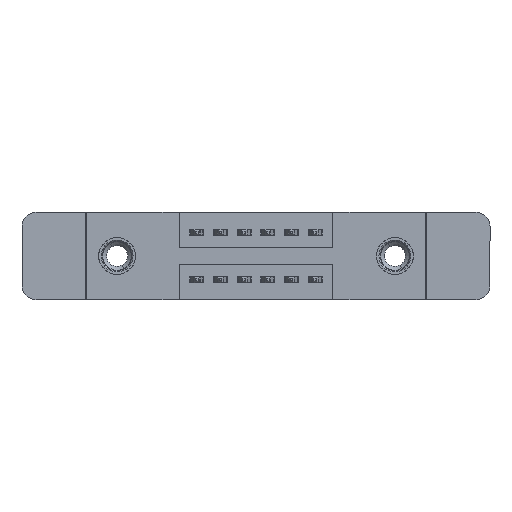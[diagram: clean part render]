
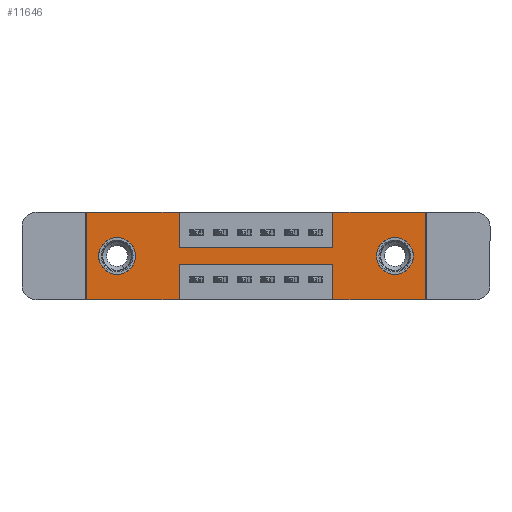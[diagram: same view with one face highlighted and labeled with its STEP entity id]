
A CAD part, front view. The second image highlights one B-rep face of the part: STEP entity #11646.
In plain terms, the highlighted planar face has unit normal (0, -1, 0).
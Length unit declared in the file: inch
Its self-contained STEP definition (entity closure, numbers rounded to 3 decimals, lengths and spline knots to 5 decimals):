
#9 = DIRECTION ( 'NONE',  ( 0., 0., 1. ) ) ;
#49 = CARTESIAN_POINT ( 'NONE',  ( 1.0425, 0., -0.37 ) ) ;
#51 = LINE ( 'NONE', #13214, #11966 ) ;
#114 = ORIENTED_EDGE ( 'NONE', *, *, #9377, .F. ) ;
#222 = VECTOR ( 'NONE', #13756, 39.37008 ) ;
#243 = VECTOR ( 'NONE', #4779, 39.37008 ) ;
#253 = VECTOR ( 'NONE', #11948, 39.37008 ) ;
#448 = ORIENTED_EDGE ( 'NONE', *, *, #6058, .F. ) ;
#515 = EDGE_CURVE ( 'NONE', #2554, #14092, #2142, .T. ) ;
#531 = CIRCLE ( 'NONE', #13796, 0.078 ) ;
#584 = CARTESIAN_POINT ( 'NONE',  ( 1.305, 0., -0.185 ) ) ;
#591 = CARTESIAN_POINT ( 'NONE',  ( 1.0425, 0., -0.37 ) ) ;
#598 = DIRECTION ( 'NONE',  ( 0., 1., 0. ) ) ;
#791 = VECTOR ( 'NONE', #1796, 39.37008 ) ;
#1060 = ORIENTED_EDGE ( 'NONE', *, *, #9390, .F. ) ;
#1154 = VERTEX_POINT ( 'NONE', #7023 ) ;
#1383 = CARTESIAN_POINT ( 'NONE',  ( 0., 0., -0.37 ) ) ;
#1400 = DIRECTION ( 'NONE',  ( 0., 1., 0. ) ) ;
#1446 = VECTOR ( 'NONE', #14038, 39.37008 ) ;
#1452 = CARTESIAN_POINT ( 'NONE',  ( 0.13, 0., -0.185 ) ) ;
#1790 = DIRECTION ( 'NONE',  ( 0., 0., -1. ) ) ;
#1796 = DIRECTION ( 'NONE',  ( 0., 0., 1. ) ) ;
#1957 = VERTEX_POINT ( 'NONE', #11419 ) ;
#1997 = DIRECTION ( 'NONE',  ( 0., 0., 1. ) ) ;
#1999 = VECTOR ( 'NONE', #3676, 39.37008 ) ;
#2018 = AXIS2_PLACEMENT_3D ( 'NONE', #7625, #598, #8770 ) ;
#2142 = CIRCLE ( 'NONE', #10969, 0.078 ) ;
#2357 = EDGE_LOOP ( 'NONE', ( #8485, #7312 ) ) ;
#2361 = LINE ( 'NONE', #13807, #1999 ) ;
#2443 = EDGE_CURVE ( 'NONE', #6789, #3907, #10403, .T. ) ;
#2476 = ORIENTED_EDGE ( 'NONE', *, *, #8153, .F. ) ;
#2554 = VERTEX_POINT ( 'NONE', #6076 ) ;
#2614 = FACE_BOUND ( 'NONE', #10475, .T. ) ;
#3094 = VERTEX_POINT ( 'NONE', #49 ) ;
#3176 = CARTESIAN_POINT ( 'NONE',  ( 0., 0., 0. ) ) ;
#3597 = CARTESIAN_POINT ( 'NONE',  ( 1.0425, 0., 0. ) ) ;
#3676 = DIRECTION ( 'NONE',  ( 0., 0., -1. ) ) ;
#3907 = VERTEX_POINT ( 'NONE', #7830 ) ;
#3913 = CARTESIAN_POINT ( 'NONE',  ( 0., 0., -0.37 ) ) ;
#3951 = CIRCLE ( 'NONE', #12928, 0.078 ) ;
#3986 = VERTEX_POINT ( 'NONE', #3597 ) ;
#4012 = CARTESIAN_POINT ( 'NONE',  ( 1.305, 0., -0.263 ) ) ;
#4153 = EDGE_CURVE ( 'NONE', #4367, #10473, #8231, .T. ) ;
#4200 = VECTOR ( 'NONE', #8512, 39.37008 ) ;
#4272 = EDGE_CURVE ( 'NONE', #5136, #10647, #531, .T. ) ;
#4304 = DIRECTION ( 'NONE',  ( 0., -1., 0. ) ) ;
#4367 = VERTEX_POINT ( 'NONE', #6636 ) ;
#4423 = CARTESIAN_POINT ( 'NONE',  ( 0.3925, 0., -0.22 ) ) ;
#4700 = ORIENTED_EDGE ( 'NONE', *, *, #9125, .F. ) ;
#4779 = DIRECTION ( 'NONE',  ( 1., 0., 0. ) ) ;
#5136 = VERTEX_POINT ( 'NONE', #6721 ) ;
#5168 = CARTESIAN_POINT ( 'NONE',  ( 1.0425, 0., 0. ) ) ;
#5336 = ORIENTED_EDGE ( 'NONE', *, *, #2443, .F. ) ;
#5350 = CARTESIAN_POINT ( 'NONE',  ( 0.3925, 0., 0. ) ) ;
#5360 = DIRECTION ( 'NONE',  ( 1., 0., 0. ) ) ;
#5468 = VECTOR ( 'NONE', #5621, 39.37008 ) ;
#5488 = EDGE_CURVE ( 'NONE', #14092, #2554, #13748, .T. ) ;
#5492 = CARTESIAN_POINT ( 'NONE',  ( 0., 0., 0. ) ) ;
#5621 = DIRECTION ( 'NONE',  ( -1., 0., 0. ) ) ;
#5661 = ORIENTED_EDGE ( 'NONE', *, *, #6630, .F. ) ;
#5708 = ORIENTED_EDGE ( 'NONE', *, *, #13996, .F. ) ;
#6058 = EDGE_CURVE ( 'NONE', #8159, #8575, #10341, .T. ) ;
#6076 = CARTESIAN_POINT ( 'NONE',  ( 0.13, 0., -0.107 ) ) ;
#6177 = LINE ( 'NONE', #5168, #253 ) ;
#6486 = LINE ( 'NONE', #7081, #222 ) ;
#6554 = CARTESIAN_POINT ( 'NONE',  ( 1.305, 0., -0.185 ) ) ;
#6630 = EDGE_CURVE ( 'NONE', #3907, #11797, #9625, .T. ) ;
#6636 = CARTESIAN_POINT ( 'NONE',  ( 1.435, 0., 0. ) ) ;
#6709 = ORIENTED_EDGE ( 'NONE', *, *, #7199, .F. ) ;
#6721 = CARTESIAN_POINT ( 'NONE',  ( 1.305, 0., -0.107 ) ) ;
#6789 = VERTEX_POINT ( 'NONE', #5350 ) ;
#7023 = CARTESIAN_POINT ( 'NONE',  ( 0.3925, 0., -0.22 ) ) ;
#7041 = DIRECTION ( 'NONE',  ( 0., 0., -1. ) ) ;
#7081 = CARTESIAN_POINT ( 'NONE',  ( 0., 0., -0.37 ) ) ;
#7199 = EDGE_CURVE ( 'NONE', #1154, #8159, #2361, .T. ) ;
#7312 = ORIENTED_EDGE ( 'NONE', *, *, #8821, .T. ) ;
#7322 = CARTESIAN_POINT ( 'NONE',  ( 0.3925, 0., 0. ) ) ;
#7380 = VECTOR ( 'NONE', #7041, 39.37008 ) ;
#7422 = ORIENTED_EDGE ( 'NONE', *, *, #12469, .F. ) ;
#7625 = CARTESIAN_POINT ( 'NONE',  ( 0.13, 0., -0.185 ) ) ;
#7743 = DIRECTION ( 'NONE',  ( 0., 0., -1. ) ) ;
#7773 = PLANE ( 'NONE',  #14320 ) ;
#7830 = CARTESIAN_POINT ( 'NONE',  ( 0.3925, 0., -0.15 ) ) ;
#8153 = EDGE_CURVE ( 'NONE', #1957, #1154, #11489, .T. ) ;
#8159 = VERTEX_POINT ( 'NONE', #14535 ) ;
#8231 = LINE ( 'NONE', #8569, #10529 ) ;
#8415 = FACE_BOUND ( 'NONE', #2357, .T. ) ;
#8485 = ORIENTED_EDGE ( 'NONE', *, *, #4272, .T. ) ;
#8512 = DIRECTION ( 'NONE',  ( 1., 0., 0. ) ) ;
#8569 = CARTESIAN_POINT ( 'NONE',  ( 1.435, 0., 0. ) ) ;
#8575 = VERTEX_POINT ( 'NONE', #1383 ) ;
#8688 = EDGE_CURVE ( 'NONE', #11797, #3986, #6177, .T. ) ;
#8758 = DIRECTION ( 'NONE',  ( 0., 1., 0. ) ) ;
#8770 = DIRECTION ( 'NONE',  ( 0., 0., 1. ) ) ;
#8821 = EDGE_CURVE ( 'NONE', #10647, #5136, #3951, .T. ) ;
#8907 = CARTESIAN_POINT ( 'NONE',  ( 0., 0., -0.37 ) ) ;
#9112 = CARTESIAN_POINT ( 'NONE',  ( 1.0425, 0., -0.15 ) ) ;
#9125 = EDGE_CURVE ( 'NONE', #12211, #6789, #12485, .T. ) ;
#9377 = EDGE_CURVE ( 'NONE', #3094, #1957, #12301, .T. ) ;
#9390 = EDGE_CURVE ( 'NONE', #3986, #4367, #51, .T. ) ;
#9604 = EDGE_LOOP ( 'NONE', ( #6709, #2476, #114, #7422, #14755, #1060, #12121, #5661, #5336, #4700, #5708, #448 ) ) ;
#9625 = LINE ( 'NONE', #10791, #4200 ) ;
#10263 = ORIENTED_EDGE ( 'NONE', *, *, #515, .T. ) ;
#10341 = LINE ( 'NONE', #3913, #1446 ) ;
#10403 = LINE ( 'NONE', #7322, #7380 ) ;
#10473 = VERTEX_POINT ( 'NONE', #11713 ) ;
#10475 = EDGE_LOOP ( 'NONE', ( #10263, #13468 ) ) ;
#10529 = VECTOR ( 'NONE', #11925, 39.37008 ) ;
#10647 = VERTEX_POINT ( 'NONE', #4012 ) ;
#10791 = CARTESIAN_POINT ( 'NONE',  ( 0.3925, 0., -0.15 ) ) ;
#10969 = AXIS2_PLACEMENT_3D ( 'NONE', #1452, #1400, #9 ) ;
#11077 = LINE ( 'NONE', #3176, #13278 ) ;
#11419 = CARTESIAN_POINT ( 'NONE',  ( 1.0425, 0., -0.22 ) ) ;
#11489 = LINE ( 'NONE', #4423, #5468 ) ;
#11646 = ADVANCED_FACE ( 'NONE', ( #8415, #2614, #14286 ), #7773, .T. ) ;
#11713 = CARTESIAN_POINT ( 'NONE',  ( 1.435, 0., -0.37 ) ) ;
#11797 = VERTEX_POINT ( 'NONE', #9112 ) ;
#11925 = DIRECTION ( 'NONE',  ( 0., 0., -1. ) ) ;
#11948 = DIRECTION ( 'NONE',  ( 0., 0., 1. ) ) ;
#11966 = VECTOR ( 'NONE', #5360, 39.37008 ) ;
#12121 = ORIENTED_EDGE ( 'NONE', *, *, #8688, .F. ) ;
#12211 = VERTEX_POINT ( 'NONE', #5492 ) ;
#12244 = CARTESIAN_POINT ( 'NONE',  ( 0.13, 0., -0.263 ) ) ;
#12251 = DIRECTION ( 'NONE',  ( 0., 0., -1. ) ) ;
#12301 = LINE ( 'NONE', #591, #791 ) ;
#12469 = EDGE_CURVE ( 'NONE', #10473, #3094, #6486, .T. ) ;
#12485 = LINE ( 'NONE', #12682, #243 ) ;
#12682 = CARTESIAN_POINT ( 'NONE',  ( 0., 0., 0. ) ) ;
#12928 = AXIS2_PLACEMENT_3D ( 'NONE', #6554, #14361, #7743 ) ;
#13214 = CARTESIAN_POINT ( 'NONE',  ( 0., 0., 0. ) ) ;
#13278 = VECTOR ( 'NONE', #1997, 39.37008 ) ;
#13468 = ORIENTED_EDGE ( 'NONE', *, *, #5488, .T. ) ;
#13748 = CIRCLE ( 'NONE', #2018, 0.078 ) ;
#13756 = DIRECTION ( 'NONE',  ( -1., 0., 0. ) ) ;
#13796 = AXIS2_PLACEMENT_3D ( 'NONE', #584, #8758, #1790 ) ;
#13807 = CARTESIAN_POINT ( 'NONE',  ( 0.3925, 0., -0.37 ) ) ;
#13996 = EDGE_CURVE ( 'NONE', #8575, #12211, #11077, .T. ) ;
#14038 = DIRECTION ( 'NONE',  ( -1., 0., 0. ) ) ;
#14092 = VERTEX_POINT ( 'NONE', #12244 ) ;
#14286 = FACE_OUTER_BOUND ( 'NONE', #9604, .T. ) ;
#14320 = AXIS2_PLACEMENT_3D ( 'NONE', #8907, #4304, #12251 ) ;
#14361 = DIRECTION ( 'NONE',  ( 0., 1., 0. ) ) ;
#14535 = CARTESIAN_POINT ( 'NONE',  ( 0.3925, 0., -0.37 ) ) ;
#14755 = ORIENTED_EDGE ( 'NONE', *, *, #4153, .F. ) ;
